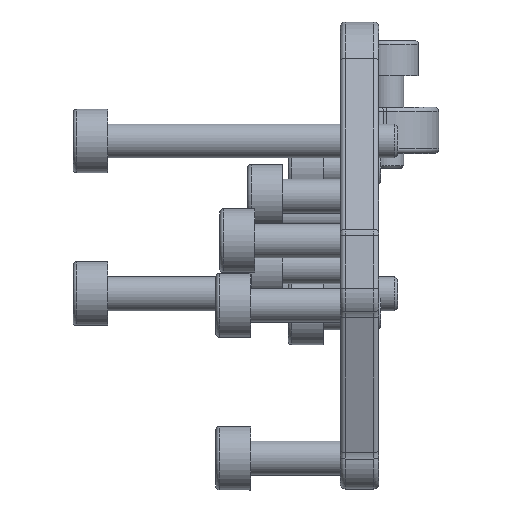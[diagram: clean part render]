
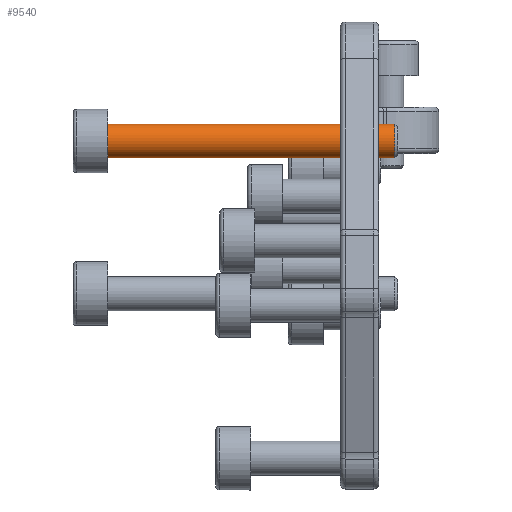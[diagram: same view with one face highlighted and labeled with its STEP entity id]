
A CAD part, left-side view. The second image highlights one B-rep face of the part: STEP entity #9540.
In plain terms, the highlighted cylindrical face has radius 1.464 mm (diameter 2.927 mm), a full revolution.
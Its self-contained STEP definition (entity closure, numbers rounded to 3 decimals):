
#228=CYLINDRICAL_SURFACE('',#10258,1.464);
#859=FACE_OUTER_BOUND('',#1517,.T.);
#1517=EDGE_LOOP('',(#6605,#6606,#6607,#6608));
#2244=LINE('',#15354,#2833);
#2833=VECTOR('',#11800,1.5);
#3396=CIRCLE('',#10237,1.464);
#3402=CIRCLE('',#10259,1.464);
#4238=VERTEX_POINT('',#15287);
#4256=VERTEX_POINT('',#15353);
#5075=EDGE_CURVE('',#4238,#4238,#3396,.T.);
#5107=EDGE_CURVE('',#4238,#4256,#2244,.T.);
#5108=EDGE_CURVE('',#4256,#4256,#3402,.F.);
#6605=ORIENTED_EDGE('',*,*,#5075,.T.);
#6606=ORIENTED_EDGE('',*,*,#5107,.T.);
#6607=ORIENTED_EDGE('',*,*,#5108,.T.);
#6608=ORIENTED_EDGE('',*,*,#5107,.F.);
#9540=ADVANCED_FACE('',(#859),#228,.T.);
#10237=AXIS2_PLACEMENT_3D('',#15288,#11730,#11731);
#10258=AXIS2_PLACEMENT_3D('',#15352,#11798,#11799);
#10259=AXIS2_PLACEMENT_3D('',#15355,#11801,#11802);
#11730=DIRECTION('center_axis',(0.,0.,1.));
#11731=DIRECTION('ref_axis',(-1.,0.,0.));
#11798=DIRECTION('center_axis',(0.,0.,-1.));
#11799=DIRECTION('ref_axis',(-1.,0.,0.));
#11800=DIRECTION('',(0.,0.,1.));
#11801=DIRECTION('center_axis',(0.,0.,1.));
#11802=DIRECTION('ref_axis',(-1.,0.,0.));
#15287=CARTESIAN_POINT('',(1.463,0.,-24.767));
#15288=CARTESIAN_POINT('Origin',(0.,0.,-24.767));
#15352=CARTESIAN_POINT('Origin',(0.,0.,-12.5));
#15353=CARTESIAN_POINT('',(1.463,0.,0.));
#15354=CARTESIAN_POINT('',(1.463,0.,-12.5));
#15355=CARTESIAN_POINT('Origin',(0.,0.,0.));
